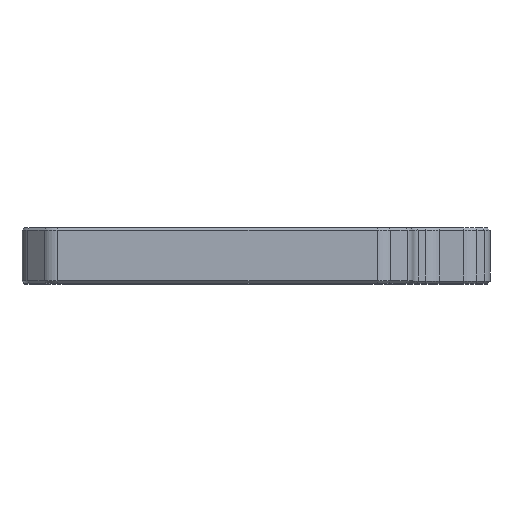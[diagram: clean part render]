
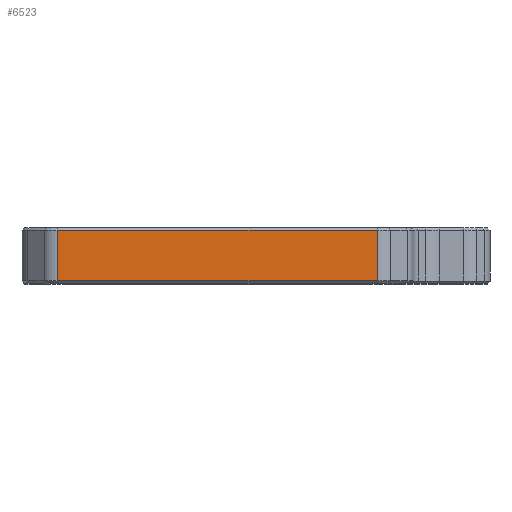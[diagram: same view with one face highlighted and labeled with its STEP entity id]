
A CAD part, top view. The second image highlights one B-rep face of the part: STEP entity #6523.
In plain terms, the highlighted planar face has unit normal (0, 0, 1).
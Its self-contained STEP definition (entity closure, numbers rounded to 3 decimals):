
#913=FACE_OUTER_BOUND('',#1346,.T.);
#1346=EDGE_LOOP('',(#5523,#5524,#5525,#5526));
#1842=LINE('',#11415,#2433);
#1912=LINE('',#11602,#2503);
#1913=LINE('',#11606,#2504);
#1914=LINE('',#11607,#2505);
#2433=VECTOR('',#8581,10.);
#2503=VECTOR('',#8791,1000.);
#2504=VECTOR('',#8796,1000.);
#2505=VECTOR('',#8797,1000.);
#3118=VERTEX_POINT('',#11409);
#3119=VERTEX_POINT('',#11413);
#3166=VERTEX_POINT('',#11601);
#3167=VERTEX_POINT('',#11605);
#3891=EDGE_CURVE('',#3118,#3119,#1842,.T.);
#3984=EDGE_CURVE('',#3119,#3166,#1912,.T.);
#3986=EDGE_CURVE('',#3118,#3167,#1913,.T.);
#3987=EDGE_CURVE('',#3167,#3166,#1914,.T.);
#5523=ORIENTED_EDGE('',*,*,#3891,.F.);
#5524=ORIENTED_EDGE('',*,*,#3986,.T.);
#5525=ORIENTED_EDGE('',*,*,#3987,.T.);
#5526=ORIENTED_EDGE('',*,*,#3984,.F.);
#6210=PLANE('',#7181);
#6523=ADVANCED_FACE('',(#913),#6210,.F.);
#7181=AXIS2_PLACEMENT_3D('',#11604,#8794,#8795);
#8581=DIRECTION('',(1.,0.,0.));
#8791=DIRECTION('',(0.,-1.,0.));
#8794=DIRECTION('center_axis',(0.,0.,
-1.));
#8795=DIRECTION('ref_axis',(-1.,0.,0.));
#8796=DIRECTION('',(0.,-1.,0.));
#8797=DIRECTION('',(1.,0.,0.));
#11409=CARTESIAN_POINT('',(-17.304,5.5,70.112));
#11413=CARTESIAN_POINT('',(17.295,5.5,70.112));
#11415=CARTESIAN_POINT('',(4.669,5.5,70.112));
#11601=CARTESIAN_POINT('',(17.295,0.,70.112));
#11602=CARTESIAN_POINT('',(17.295,5.75,70.112));
#11604=CARTESIAN_POINT('Origin',(-17.304,5.75,70.112));
#11605=CARTESIAN_POINT('',(-17.304,0.,70.112));
#11606=CARTESIAN_POINT('',(-17.304,5.75,70.112));
#11607=CARTESIAN_POINT('',(-17.304,0.,70.112));
